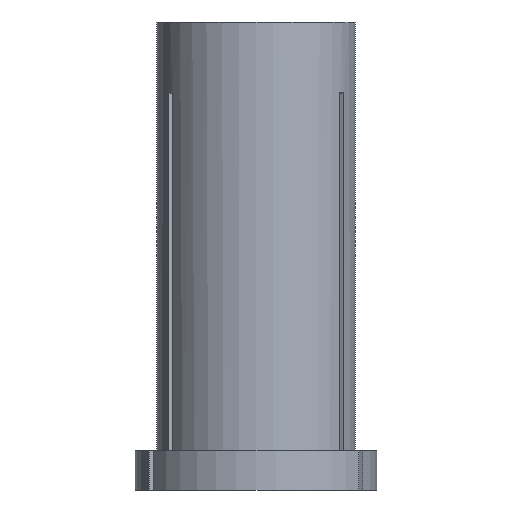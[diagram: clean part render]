
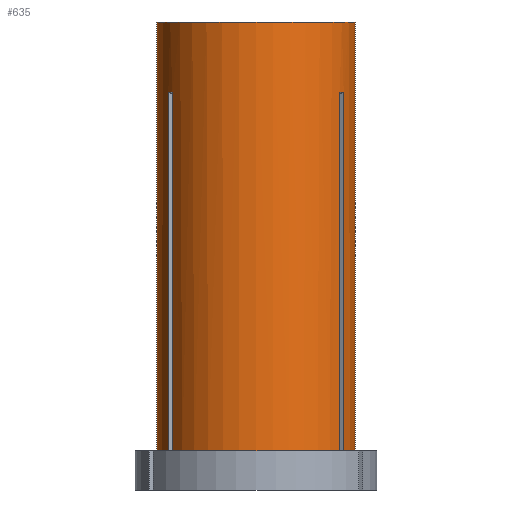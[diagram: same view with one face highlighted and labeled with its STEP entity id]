
A CAD part, front view. The second image highlights one B-rep face of the part: STEP entity #635.
In plain terms, the highlighted cylindrical face has radius 12.7 mm (diameter 25.4 mm), a partial arc.
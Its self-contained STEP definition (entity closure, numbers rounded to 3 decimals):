
#1 = DIRECTION ( 'NONE',  ( 1., 0., 0. ) ) ;
#7 = CARTESIAN_POINT ( 'NONE',  ( -11.24, -5.912, -9.003 ) ) ;
#17 = B_SPLINE_CURVE_WITH_KNOTS ( 'NONE', 3,
 ( #491, #1017, #154, #113, #145 ),
 .UNSPECIFIED., .F., .F.,
 ( 4, 1, 4 ),
 ( 0.063, 0.063, 0.064 ),
 .UNSPECIFIED. ) ;
#25 = CARTESIAN_POINT ( 'NONE',  ( 11.24, -5.912, -9.003 ) ) ;
#38 = ORIENTED_EDGE ( 'NONE', *, *, #1005, .T. ) ;
#59 = CARTESIAN_POINT ( 'NONE',  ( 11.163, -6.059, -9.001 ) ) ;
#63 = CARTESIAN_POINT ( 'NONE',  ( 10.916, -6.493, -9. ) ) ;
#68 = VERTEX_POINT ( 'NONE', #548 ) ;
#75 = DIRECTION ( 'NONE',  ( 0., 0., 1. ) ) ;
#78 = FACE_OUTER_BOUND ( 'NONE', #1043, .T. ) ;
#79 = LINE ( 'NONE', #766, #627 ) ;
#81 = VERTEX_POINT ( 'NONE', #815 ) ;
#87 = CARTESIAN_POINT ( 'NONE',  ( 0., 0., 0. ) ) ;
#100 = ORIENTED_EDGE ( 'NONE', *, *, #1046, .F. ) ;
#113 = CARTESIAN_POINT ( 'NONE',  ( -10.829, -6.637, -9.001 ) ) ;
#121 = EDGE_CURVE ( 'NONE', #487, #723, #210, .T. ) ;
#145 = CARTESIAN_POINT ( 'NONE',  ( -10.74, -6.778, -9.003 ) ) ;
#154 = CARTESIAN_POINT ( 'NONE',  ( -11.001, -6.353, -8.999 ) ) ;
#159 = DIRECTION ( 'NONE',  ( 0., 0., 1. ) ) ;
#174 = CARTESIAN_POINT ( 'NONE',  ( 10.74, -6.778, -55. ) ) ;
#183 = VERTEX_POINT ( 'NONE', #1101 ) ;
#194 = LINE ( 'NONE', #1119, #797 ) ;
#200 = ORIENTED_EDGE ( 'NONE', *, *, #278, .T. ) ;
#205 = CYLINDRICAL_SURFACE ( 'NONE', #733, 12.7 ) ;
#210 = LINE ( 'NONE', #313, #298 ) ;
#228 = CARTESIAN_POINT ( 'NONE',  ( -12.7, 0., -55. ) ) ;
#230 = CARTESIAN_POINT ( 'NONE',  ( 10.829, -6.636, -9.001 ) ) ;
#243 = DIRECTION ( 'NONE',  ( 0., 0., 1. ) ) ;
#264 = VERTEX_POINT ( 'NONE', #1035 ) ;
#266 = EDGE_CURVE ( 'NONE', #764, #341, #79, .T. ) ;
#273 = CIRCLE ( 'NONE', #287, 12.7 ) ;
#278 = EDGE_CURVE ( 'NONE', #487, #764, #429, .T. ) ;
#287 = AXIS2_PLACEMENT_3D ( 'NONE', #532, #369, #622 ) ;
#296 = EDGE_CURVE ( 'NONE', #183, #1122, #404, .T. ) ;
#298 = VECTOR ( 'NONE', #1091, 1000. ) ;
#313 = CARTESIAN_POINT ( 'NONE',  ( -12.7, 0., 0. ) ) ;
#341 = VERTEX_POINT ( 'NONE', #7 ) ;
#364 = AXIS2_PLACEMENT_3D ( 'NONE', #417, #860, #1032 ) ;
#369 = DIRECTION ( 'NONE',  ( 0., 0., 1. ) ) ;
#380 = ORIENTED_EDGE ( 'NONE', *, *, #989, .T. ) ;
#404 = LINE ( 'NONE', #1018, #879 ) ;
#413 = DIRECTION ( 'NONE',  ( 1., 0., 0. ) ) ;
#416 = DIRECTION ( 'NONE',  ( 0., 0., 1. ) ) ;
#417 = CARTESIAN_POINT ( 'NONE',  ( 0., 0., -55. ) ) ;
#421 = ORIENTED_EDGE ( 'NONE', *, *, #1090, .T. ) ;
#429 = CIRCLE ( 'NONE', #1070, 12.7 ) ;
#434 = ORIENTED_EDGE ( 'NONE', *, *, #719, .T. ) ;
#443 = B_SPLINE_CURVE_WITH_KNOTS ( 'NONE', 3,
 ( #1094, #230, #63, #1110, #59, #586 ),
 .UNSPECIFIED., .F., .F.,
 ( 4, 2, 4 ),
 ( 0.07, 0.07, 0.071 ),
 .UNSPECIFIED. ) ;
#449 = VERTEX_POINT ( 'NONE', #25 ) ;
#487 = VERTEX_POINT ( 'NONE', #228 ) ;
#491 = CARTESIAN_POINT ( 'NONE',  ( -11.24, -5.912, -9.003 ) ) ;
#505 = CARTESIAN_POINT ( 'NONE',  ( 0., 0., -55. ) ) ;
#532 = CARTESIAN_POINT ( 'NONE',  ( 0., 0., 0. ) ) ;
#536 = VECTOR ( 'NONE', #917, 1000. ) ;
#548 = CARTESIAN_POINT ( 'NONE',  ( 11.24, -5.912, -55. ) ) ;
#579 = CARTESIAN_POINT ( 'NONE',  ( -11.24, -5.912, -55. ) ) ;
#586 = CARTESIAN_POINT ( 'NONE',  ( 11.24, -5.912, -9.003 ) ) ;
#587 = DIRECTION ( 'NONE',  ( 0., 0., 1. ) ) ;
#600 = CARTESIAN_POINT ( 'NONE',  ( 0., 0., -55. ) ) ;
#622 = DIRECTION ( 'NONE',  ( 1., 0., 0. ) ) ;
#627 = VECTOR ( 'NONE', #75, 1000. ) ;
#631 = ORIENTED_EDGE ( 'NONE', *, *, #1051, .F. ) ;
#635 = ADVANCED_FACE ( 'NONE', ( #78 ), #205, .T. ) ;
#651 = CARTESIAN_POINT ( 'NONE',  ( 10.74, -6.778, 0. ) ) ;
#664 = EDGE_CURVE ( 'NONE', #1013, #264, #835, .T. ) ;
#669 = CARTESIAN_POINT ( 'NONE',  ( -10.74, -6.778, 0. ) ) ;
#672 = VECTOR ( 'NONE', #243, 1000. ) ;
#691 = ORIENTED_EDGE ( 'NONE', *, *, #296, .T. ) ;
#716 = CIRCLE ( 'NONE', #804, 12.7 ) ;
#719 = EDGE_CURVE ( 'NONE', #264, #449, #443, .T. ) ;
#723 = VERTEX_POINT ( 'NONE', #937 ) ;
#733 = AXIS2_PLACEMENT_3D ( 'NONE', #87, #782, #1 ) ;
#755 = CARTESIAN_POINT ( 'NONE',  ( -10.74, -6.778, -55. ) ) ;
#764 = VERTEX_POINT ( 'NONE', #579 ) ;
#765 = ORIENTED_EDGE ( 'NONE', *, *, #883, .F. ) ;
#766 = CARTESIAN_POINT ( 'NONE',  ( -11.24, -5.912, 0. ) ) ;
#782 = DIRECTION ( 'NONE',  ( 0., 0., 1. ) ) ;
#797 = VECTOR ( 'NONE', #159, 1000. ) ;
#804 = AXIS2_PLACEMENT_3D ( 'NONE', #600, #846, #413 ) ;
#815 = CARTESIAN_POINT ( 'NONE',  ( -10.74, -6.778, -9.003 ) ) ;
#835 = LINE ( 'NONE', #651, #536 ) ;
#846 = DIRECTION ( 'NONE',  ( 0., 0., 1. ) ) ;
#860 = DIRECTION ( 'NONE',  ( 0., 0., 1. ) ) ;
#879 = VECTOR ( 'NONE', #416, 1000. ) ;
#882 = ORIENTED_EDGE ( 'NONE', *, *, #121, .F. ) ;
#883 = EDGE_CURVE ( 'NONE', #723, #1122, #273, .T. ) ;
#907 = CIRCLE ( 'NONE', #364, 12.7 ) ;
#917 = DIRECTION ( 'NONE',  ( 0., 0., 1. ) ) ;
#931 = VERTEX_POINT ( 'NONE', #755 ) ;
#937 = CARTESIAN_POINT ( 'NONE',  ( -12.7, 0., 0. ) ) ;
#986 = ORIENTED_EDGE ( 'NONE', *, *, #664, .T. ) ;
#989 = EDGE_CURVE ( 'NONE', #341, #81, #17, .T. ) ;
#1005 = EDGE_CURVE ( 'NONE', #931, #1013, #716, .T. ) ;
#1006 = LINE ( 'NONE', #669, #672 ) ;
#1013 = VERTEX_POINT ( 'NONE', #174 ) ;
#1017 = CARTESIAN_POINT ( 'NONE',  ( -11.162, -6.06, -9.001 ) ) ;
#1018 = CARTESIAN_POINT ( 'NONE',  ( 12.7, 0., 0. ) ) ;
#1032 = DIRECTION ( 'NONE',  ( 1., 0., 0. ) ) ;
#1035 = CARTESIAN_POINT ( 'NONE',  ( 10.74, -6.778, -9.003 ) ) ;
#1043 = EDGE_LOOP ( 'NONE', ( #882, #200, #1078, #380, #100, #38, #986, #434, #631, #421, #691, #765 ) ) ;
#1046 = EDGE_CURVE ( 'NONE', #931, #81, #1006, .T. ) ;
#1051 = EDGE_CURVE ( 'NONE', #68, #449, #194, .T. ) ;
#1070 = AXIS2_PLACEMENT_3D ( 'NONE', #505, #587, #1123 ) ;
#1078 = ORIENTED_EDGE ( 'NONE', *, *, #266, .T. ) ;
#1090 = EDGE_CURVE ( 'NONE', #68, #183, #907, .T. ) ;
#1091 = DIRECTION ( 'NONE',  ( 0., 0., 1. ) ) ;
#1094 = CARTESIAN_POINT ( 'NONE',  ( 10.74, -6.778, -9.003 ) ) ;
#1101 = CARTESIAN_POINT ( 'NONE',  ( 12.7, 0., -55. ) ) ;
#1110 = CARTESIAN_POINT ( 'NONE',  ( 11.083, -6.204, -9. ) ) ;
#1119 = CARTESIAN_POINT ( 'NONE',  ( 11.24, -5.912, 0. ) ) ;
#1122 = VERTEX_POINT ( 'NONE', #1124 ) ;
#1123 = DIRECTION ( 'NONE',  ( 1., 0., 0. ) ) ;
#1124 = CARTESIAN_POINT ( 'NONE',  ( 12.7, 0., 0. ) ) ;
